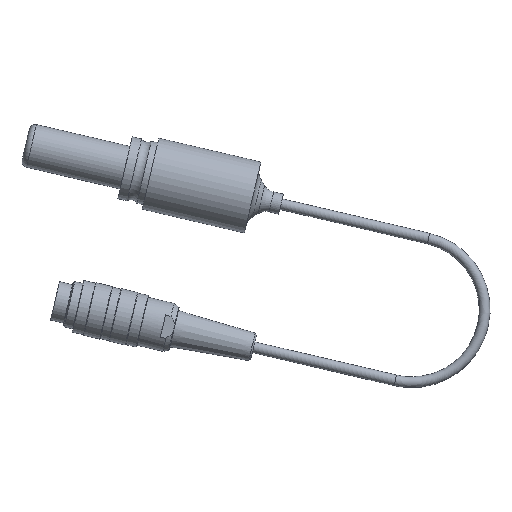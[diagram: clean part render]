
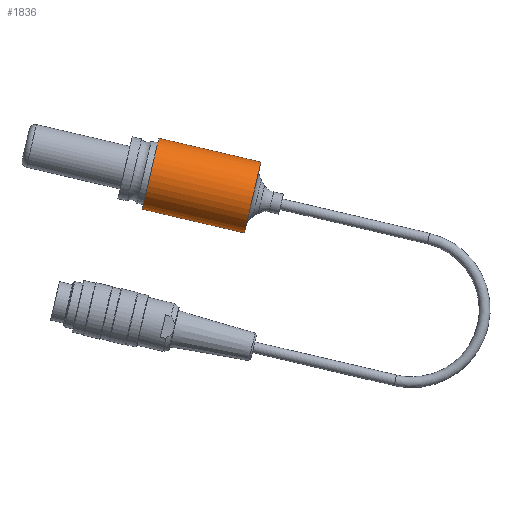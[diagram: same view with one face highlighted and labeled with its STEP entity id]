
A CAD part, top view. The second image highlights one B-rep face of the part: STEP entity #1836.
In plain terms, the highlighted cylindrical face has radius 12.5 mm (diameter 25 mm), a full revolution.
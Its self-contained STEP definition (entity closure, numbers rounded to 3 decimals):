
#291=CIRCLE('',#1981,12.5);
#300=CIRCLE('',#1999,12.5);
#426=FACE_BOUND('',#643,.T.);
#427=FACE_BOUND('',#644,.T.);
#428=FACE_BOUND('',#645,.T.);
#499=FACE_OUTER_BOUND('',#642,.T.);
#642=EDGE_LOOP('',(#1240));
#643=EDGE_LOOP('',(#1241));
#644=EDGE_LOOP('',(#1242));
#645=EDGE_LOOP('',(#1243));
#813=B_SPLINE_CURVE_WITH_KNOTS('',3,(#2781,#2782,#2783,#2784,#2785,#2786,
#2787,#2788,#2789,#2790,#2791,#2792,#2793,#2794,#2795,#2796,#2797,#2798,
#2799,#2800,#2801,#2802,#2803,#2804,#2805,#2806,#2807,#2808,#2809,#2810,
#2811,#2812,#2813,#2814),.UNSPECIFIED.,.T.,.F.,(4,2,2,2,2,2,2,2,2,2,2,2,
2,2,2,2,4),(0.,0.032,0.064,0.096,
0.128,0.16,0.192,0.224,
0.256,0.288,0.32,0.352,
0.384,0.416,0.448,0.48,
0.512),.UNSPECIFIED.);
#816=B_SPLINE_CURVE_WITH_KNOTS('',3,(#2887,#2888,#2889,#2890,#2891,#2892,
#2893,#2894,#2895,#2896,#2897,#2898,#2899,#2900,#2901,#2902,#2903,#2904,
#2905,#2906,#2907,#2908,#2909,#2910,#2911,#2912,#2913,#2914,#2915,#2916,
#2917,#2918,#2919,#2920),.UNSPECIFIED.,.T.,.F.,(4,2,2,2,2,2,2,2,2,2,2,2,
2,2,2,2,4),(0.,0.032,0.064,0.096,
0.128,0.16,0.192,0.224,
0.256,0.288,0.32,0.352,
0.384,0.416,0.448,0.48,
0.512),.UNSPECIFIED.);
#821=VERTEX_POINT('',#2780);
#824=VERTEX_POINT('',#2886);
#828=VERTEX_POINT('',#2931);
#837=VERTEX_POINT('',#2958);
#989=EDGE_CURVE('',#821,#821,#813,.T.);
#992=EDGE_CURVE('',#824,#824,#816,.T.);
#996=EDGE_CURVE('',#828,#828,#291,.T.);
#1005=EDGE_CURVE('',#837,#837,#300,.T.);
#1240=ORIENTED_EDGE('',*,*,#1005,.T.);
#1241=ORIENTED_EDGE('',*,*,#992,.T.);
#1242=ORIENTED_EDGE('',*,*,#989,.T.);
#1243=ORIENTED_EDGE('',*,*,#996,.F.);
#1659=CYLINDRICAL_SURFACE('',#2000,12.5);
#1836=ADVANCED_FACE('',(#499,#426,#427,#428),#1659,.T.);
#1981=AXIS2_PLACEMENT_3D('',#2932,#2230,#2231);
#1999=AXIS2_PLACEMENT_3D('',#2959,#2266,#2267);
#2000=AXIS2_PLACEMENT_3D('',#2960,#2268,#2269);
#2230=DIRECTION('center_axis',(0.974,-0.227,0.));
#2231=DIRECTION('ref_axis',(0.,0.,1.));
#2266=DIRECTION('center_axis',(0.974,-0.227,0.));
#2267=DIRECTION('ref_axis',(0.,0.,1.));
#2268=DIRECTION('center_axis',(0.974,-0.227,0.));
#2269=DIRECTION('ref_axis',(-0.227,-0.974,0.));
#2780=CARTESIAN_POINT('',(-138.618,140.002,5.703));
#2781=CARTESIAN_POINT('Ctrl Pts',(-138.618,140.002,5.703));
#2782=CARTESIAN_POINT('Ctrl Pts',(-138.514,139.978,5.703));
#2783=CARTESIAN_POINT('Ctrl Pts',(-138.403,139.953,5.725));
#2784=CARTESIAN_POINT('Ctrl Pts',(-138.198,139.911,5.811));
#2785=CARTESIAN_POINT('Ctrl Pts',(-138.104,139.893,5.877));
#2786=CARTESIAN_POINT('Ctrl Pts',(-137.955,139.866,6.028));
#2787=CARTESIAN_POINT('Ctrl Pts',(-137.891,139.855,6.123));
#2788=CARTESIAN_POINT('Ctrl Pts',(-137.805,139.84,6.333));
#2789=CARTESIAN_POINT('Ctrl Pts',(-137.784,139.837,6.447));
#2790=CARTESIAN_POINT('Ctrl Pts',(-137.784,139.837,6.66));
#2791=CARTESIAN_POINT('Ctrl Pts',(-137.805,139.84,6.774));
#2792=CARTESIAN_POINT('Ctrl Pts',(-137.891,139.855,6.983));
#2793=CARTESIAN_POINT('Ctrl Pts',(-137.955,139.866,7.079));
#2794=CARTESIAN_POINT('Ctrl Pts',(-138.104,139.893,7.23));
#2795=CARTESIAN_POINT('Ctrl Pts',(-138.198,139.911,7.295));
#2796=CARTESIAN_POINT('Ctrl Pts',(-138.403,139.953,7.382));
#2797=CARTESIAN_POINT('Ctrl Pts',(-138.514,139.978,7.403));
#2798=CARTESIAN_POINT('Ctrl Pts',(-138.722,140.026,7.403));
#2799=CARTESIAN_POINT('Ctrl Pts',(-138.833,140.054,7.382));
#2800=CARTESIAN_POINT('Ctrl Pts',(-139.035,140.107,7.295));
#2801=CARTESIAN_POINT('Ctrl Pts',(-139.128,140.132,7.23));
#2802=CARTESIAN_POINT('Ctrl Pts',(-139.273,140.173,7.079));
#2803=CARTESIAN_POINT('Ctrl Pts',(-139.336,140.192,6.983));
#2804=CARTESIAN_POINT('Ctrl Pts',(-139.419,140.217,6.774));
#2805=CARTESIAN_POINT('Ctrl Pts',(-139.439,140.223,6.66));
#2806=CARTESIAN_POINT('Ctrl Pts',(-139.439,140.223,6.447));
#2807=CARTESIAN_POINT('Ctrl Pts',(-139.419,140.217,6.333));
#2808=CARTESIAN_POINT('Ctrl Pts',(-139.336,140.192,6.123));
#2809=CARTESIAN_POINT('Ctrl Pts',(-139.273,140.173,6.028));
#2810=CARTESIAN_POINT('Ctrl Pts',(-139.128,140.132,5.877));
#2811=CARTESIAN_POINT('Ctrl Pts',(-139.035,140.107,5.811));
#2812=CARTESIAN_POINT('Ctrl Pts',(-138.833,140.054,5.725));
#2813=CARTESIAN_POINT('Ctrl Pts',(-138.722,140.026,5.703));
#2814=CARTESIAN_POINT('Ctrl Pts',(-138.618,140.002,5.703));
#2886=CARTESIAN_POINT('',(-144.288,115.713,5.703));
#2887=CARTESIAN_POINT('Ctrl Pts',(-144.288,115.713,5.703));
#2888=CARTESIAN_POINT('Ctrl Pts',(-144.391,115.737,5.703));
#2889=CARTESIAN_POINT('Ctrl Pts',(-144.503,115.761,5.725));
#2890=CARTESIAN_POINT('Ctrl Pts',(-144.708,115.804,5.811));
#2891=CARTESIAN_POINT('Ctrl Pts',(-144.802,115.822,5.877));
#2892=CARTESIAN_POINT('Ctrl Pts',(-144.95,115.849,6.028));
#2893=CARTESIAN_POINT('Ctrl Pts',(-145.015,115.86,6.123));
#2894=CARTESIAN_POINT('Ctrl Pts',(-145.101,115.874,6.333));
#2895=CARTESIAN_POINT('Ctrl Pts',(-145.122,115.878,6.447));
#2896=CARTESIAN_POINT('Ctrl Pts',(-145.122,115.878,6.66));
#2897=CARTESIAN_POINT('Ctrl Pts',(-145.101,115.874,6.774));
#2898=CARTESIAN_POINT('Ctrl Pts',(-145.015,115.86,6.983));
#2899=CARTESIAN_POINT('Ctrl Pts',(-144.95,115.849,7.079));
#2900=CARTESIAN_POINT('Ctrl Pts',(-144.802,115.822,7.23));
#2901=CARTESIAN_POINT('Ctrl Pts',(-144.708,115.804,7.295));
#2902=CARTESIAN_POINT('Ctrl Pts',(-144.503,115.761,7.382));
#2903=CARTESIAN_POINT('Ctrl Pts',(-144.391,115.737,7.403));
#2904=CARTESIAN_POINT('Ctrl Pts',(-144.184,115.688,7.403));
#2905=CARTESIAN_POINT('Ctrl Pts',(-144.073,115.661,7.382));
#2906=CARTESIAN_POINT('Ctrl Pts',(-143.87,115.608,7.295));
#2907=CARTESIAN_POINT('Ctrl Pts',(-143.778,115.583,7.23));
#2908=CARTESIAN_POINT('Ctrl Pts',(-143.633,115.541,7.079));
#2909=CARTESIAN_POINT('Ctrl Pts',(-143.57,115.523,6.983));
#2910=CARTESIAN_POINT('Ctrl Pts',(-143.487,115.498,6.774));
#2911=CARTESIAN_POINT('Ctrl Pts',(-143.466,115.491,6.66));
#2912=CARTESIAN_POINT('Ctrl Pts',(-143.466,115.491,6.447));
#2913=CARTESIAN_POINT('Ctrl Pts',(-143.487,115.498,6.333));
#2914=CARTESIAN_POINT('Ctrl Pts',(-143.57,115.523,6.123));
#2915=CARTESIAN_POINT('Ctrl Pts',(-143.633,115.541,6.028));
#2916=CARTESIAN_POINT('Ctrl Pts',(-143.778,115.583,5.877));
#2917=CARTESIAN_POINT('Ctrl Pts',(-143.87,115.608,5.811));
#2918=CARTESIAN_POINT('Ctrl Pts',(-144.073,115.661,5.725));
#2919=CARTESIAN_POINT('Ctrl Pts',(-144.184,115.688,5.703));
#2920=CARTESIAN_POINT('Ctrl Pts',(-144.288,115.713,5.703));
#2931=CARTESIAN_POINT('',(-129.687,112.275,6.553));
#2932=CARTESIAN_POINT('Origin',(-126.845,124.448,6.553));
#2958=CARTESIAN_POINT('',(-164.744,120.458,6.553));
#2959=CARTESIAN_POINT('Origin',(-161.903,132.631,6.553));
#2960=CARTESIAN_POINT('Origin',(-144.374,128.539,6.553));
